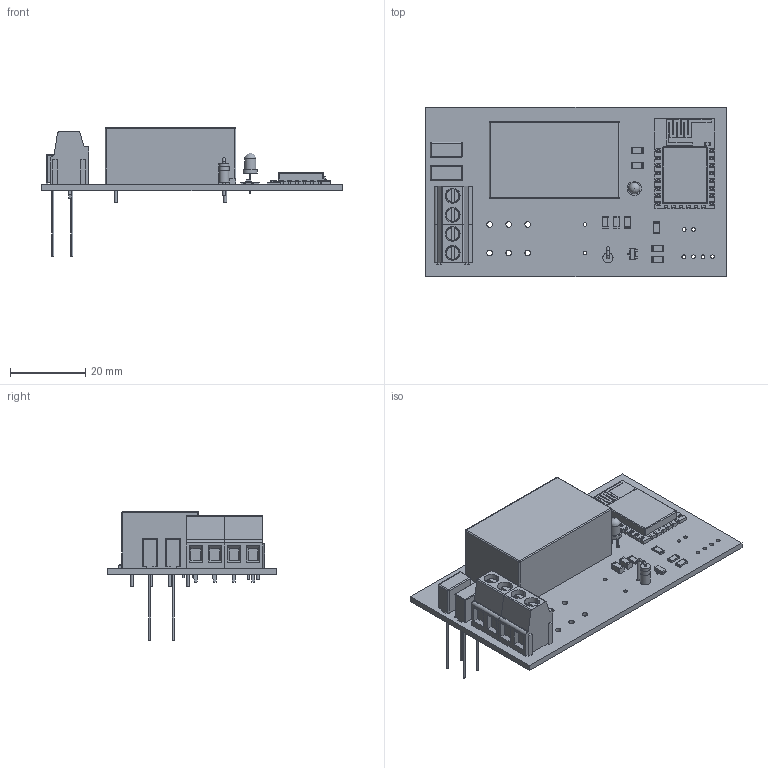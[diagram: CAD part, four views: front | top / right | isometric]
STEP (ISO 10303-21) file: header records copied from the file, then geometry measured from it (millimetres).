
FILE_DESCRIPTION(('KiCad electronic assembly'),'2;1');
FILE_NAME('WiFiRelay.step','2024-07-15T15:08:27',('Pcbnew'),('Kicad'), 'Open CASCADE STEP processor 7.7','KiCad to STEP converter','Unknown' );
FILE_SCHEMA(('AUTOMOTIVE_DESIGN { 1 0 10303 214 1 1 1 1 }'));
Length unit declared in the file: millimetre
Products named in the file (20): WiFiRelay 1; R_1206_3216Metric; 39503150000; 36911000000; C_1206_3216Metric; CUI_DEVICES_TB007-508-04BE; Converter_ACDC_Hi-Link_HLK-PMxx; ESP-12E; ESP_12E001_cp; SOT-23; SOT_23; LED_D3.0mm; D_A-405_P2.54mm_Vertical_KathodeUp; WiFiRelay_PCB
Assembly tree (26 placements, depth 3):
  WiFiRelay 1
    R_1206_3216Metric  x6
      R_1206_3216Metric
    39503150000  x2
      36911000000
    C_1206_3216Metric  x2
      C_1206_3216Metric
    CUI_DEVICES_TB007-508-04BE
      CUI_DEVICES_TB007-508-04BE
    Converter_ACDC_Hi-Link_HLK-PMxx
      Converter_ACDC_Hi-Link_HLK-PMxx
    ESP-12E
      ESP_12E001_cp
    SOT-23
      SOT_23
    LED_D3.0mm
      LED_D3.0mm
    D_A-405_P2.54mm_Vertical_KathodeUp
      D_A-405_P2.54mm_Vertical_KathodeUp
    WiFiRelay_PCB
Bounding box: 80 x 45 x 34.2 mm (x, y, z)
Volume: 20253 mm3; surface area: 15227.1 mm2
Topology: 69 solids, 69 shells, 1141 faces, 2785 edges, 1798 vertices
Faces by surface type: plane 724, cylinder 331, bspline 55, sphere 17, cone 8, torus 6
Full cylindrical faces by diameter (mm): 0.6 x4, 0.65 x16, 0.7 x16, 0.8 x4, 0.9 x4, 1 x16, 1.5 x6, 1.7 x4, 2.7 x2, 2.72 x1, 3 x1
Entity records: 33198 total; most frequent: CARTESIAN_POINT 5699, DIRECTION 4589, ORIENTED_EDGE 4524, EDGE_CURVE 2262, LINE 1567, VECTOR 1567, AXIS2_PLACEMENT_3D 1511, VERTEX_POINT 1473
